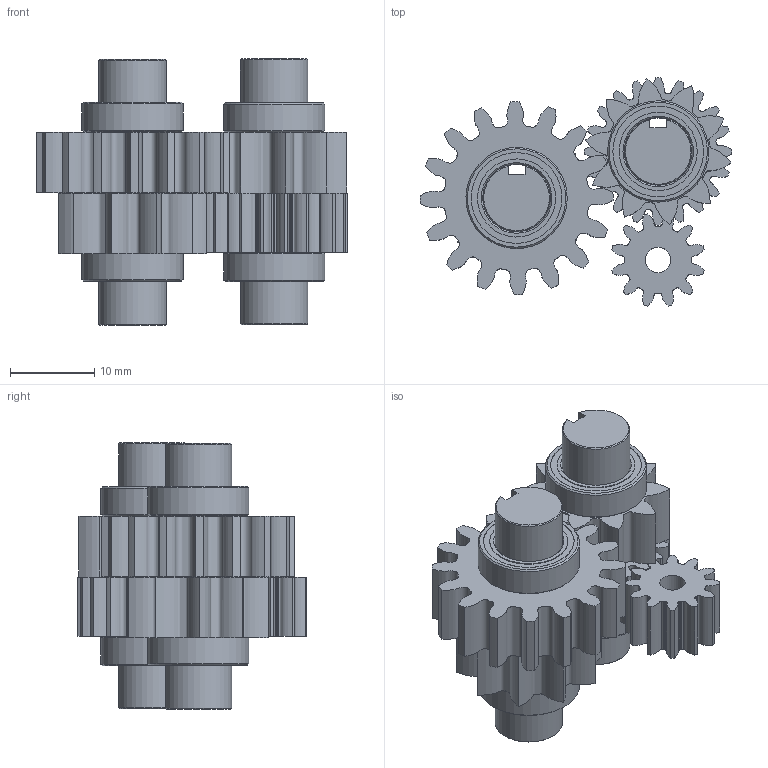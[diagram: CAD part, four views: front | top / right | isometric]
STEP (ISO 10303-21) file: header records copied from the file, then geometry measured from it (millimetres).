
FILE_DESCRIPTION(/* description */ (''),/* implementation_level */ '2;1');
FILE_NAME(/* name */ 'Gear Assem.step',/* time_stamp */ '2026-01-14T14:44:52-05:00',/* author */ (''),/* organization */ (''),/* preprocessor_version */ 'ST-DEVELOPER v20.1',/* originating_system */ 'Autodesk Translation Framework v14.21.0.0',/* authorisation */ '');
FILE_SCHEMA (('AUTOMOTIVE_DESIGN { 1 0 10303 214 3 1 1 }'));
Length unit declared in the file: inch
Products named in the file (7): (Unsaved); 0.8 M 8 Tooth (1); WCP-0899 Rev1; WCP-0740 Rev1; WCP-1236 Rev1; 7804K115_Stainless Steel Ball Bearing; 1439K211_1045 Carbon Steel Keyed Rotary Shaft
Assembly tree (11 placements, depth 2):
  (Unsaved)
    0.8 M 8 Tooth (1)
    7804K115_Stainless Steel Ball Bearing  x4
    WCP-0899 Rev1  x2
    WCP-0740 Rev1
    WCP-1236 Rev1
    1439K211_1045 Carbon Steel Keyed Rotary Shaft  x2
Bounding box: 36.93 x 27.02 x 31.51 mm (x, y, z)
Volume: 8515 mm3; surface area: 10506.5 mm2
Topology: 71 solids, 71 shells, 682 faces, 1785 edges, 1182 vertices
Faces by surface type: plane 316, bspline 170, cylinder 119, sphere 48, cone 21, torus 8
Full cylindrical faces by diameter (mm): 3 x1, 8 x4, 9.253 x16, 10.747 x16, 12 x4
Entity records: 40634 total; most frequent: CARTESIAN_POINT 29851, ORIENTED_EDGE 2388, DIRECTION 1797, EDGE_CURVE 1194, VERTEX_POINT 810, LINE 731, VECTOR 731, AXIS2_PLACEMENT_3D 533
